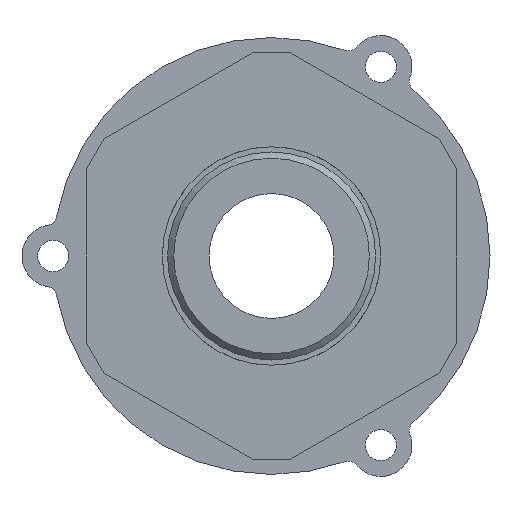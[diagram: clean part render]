
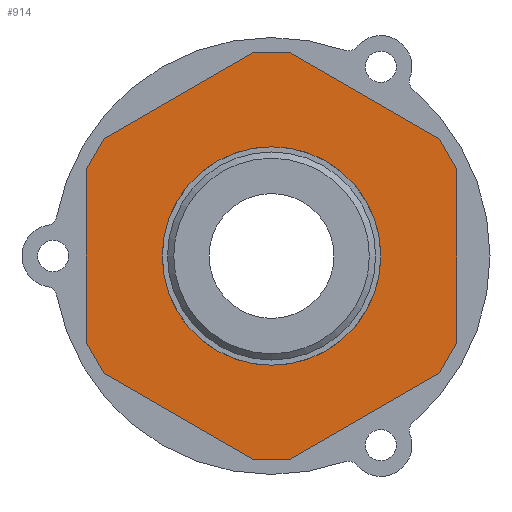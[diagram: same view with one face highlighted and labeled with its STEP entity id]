
A CAD part, left-side view. The second image highlights one B-rep face of the part: STEP entity #914.
In plain terms, the highlighted planar face has unit normal (-1, 0, 0).
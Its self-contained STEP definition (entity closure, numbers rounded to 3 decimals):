
#26=LINE('',#1434,#90);
#30=LINE('',#1442,#94);
#33=LINE('',#1448,#97);
#34=LINE('',#1450,#98);
#35=LINE('',#1452,#99);
#36=LINE('',#1454,#100);
#37=LINE('',#1456,#101);
#38=LINE('',#1458,#102);
#39=LINE('',#1460,#103);
#40=LINE('',#1462,#104);
#41=LINE('',#1464,#105);
#42=LINE('',#1465,#106);
#90=VECTOR('',#1175,3.464);
#94=VECTOR('',#1181,16.58);
#97=VECTOR('',#1186,16.58);
#98=VECTOR('',#1187,3.464);
#99=VECTOR('',#1188,16.58);
#100=VECTOR('',#1189,3.464);
#101=VECTOR('',#1190,16.58);
#102=VECTOR('',#1191,3.464);
#103=VECTOR('',#1192,16.58);
#104=VECTOR('',#1193,3.464);
#105=VECTOR('',#1194,16.58);
#106=VECTOR('',#1195,3.464);
#167=PLANE('',#1004);
#205=FACE_BOUND('',#308,.T.);
#243=FACE_OUTER_BOUND('',#307,.T.);
#307=EDGE_LOOP('',(#688,#689,#690,#691,#692,#693,#694,#695,#696,#697,#698,
#699));
#308=EDGE_LOOP('',(#700));
#393=CIRCLE('',#1005,10.5);
#445=VERTEX_POINT('',#1432);
#446=VERTEX_POINT('',#1433);
#449=VERTEX_POINT('',#1441);
#451=VERTEX_POINT('',#1447);
#452=VERTEX_POINT('',#1449);
#453=VERTEX_POINT('',#1451);
#454=VERTEX_POINT('',#1453);
#455=VERTEX_POINT('',#1455);
#456=VERTEX_POINT('',#1457);
#457=VERTEX_POINT('',#1459);
#458=VERTEX_POINT('',#1461);
#459=VERTEX_POINT('',#1463);
#460=VERTEX_POINT('',#1466);
#539=EDGE_CURVE('',#445,#446,#26,.T.);
#543=EDGE_CURVE('',#449,#446,#30,.T.);
#546=EDGE_CURVE('',#445,#451,#33,.T.);
#547=EDGE_CURVE('',#452,#451,#34,.T.);
#548=EDGE_CURVE('',#452,#453,#35,.T.);
#549=EDGE_CURVE('',#454,#453,#36,.T.);
#550=EDGE_CURVE('',#454,#455,#37,.T.);
#551=EDGE_CURVE('',#456,#455,#38,.T.);
#552=EDGE_CURVE('',#456,#457,#39,.T.);
#553=EDGE_CURVE('',#458,#457,#40,.T.);
#554=EDGE_CURVE('',#458,#459,#41,.T.);
#555=EDGE_CURVE('',#449,#459,#42,.T.);
#556=EDGE_CURVE('',#460,#460,#393,.T.);
#688=ORIENTED_EDGE('',*,*,#539,.F.);
#689=ORIENTED_EDGE('',*,*,#546,.T.);
#690=ORIENTED_EDGE('',*,*,#547,.F.);
#691=ORIENTED_EDGE('',*,*,#548,.T.);
#692=ORIENTED_EDGE('',*,*,#549,.F.);
#693=ORIENTED_EDGE('',*,*,#550,.T.);
#694=ORIENTED_EDGE('',*,*,#551,.F.);
#695=ORIENTED_EDGE('',*,*,#552,.T.);
#696=ORIENTED_EDGE('',*,*,#553,.F.);
#697=ORIENTED_EDGE('',*,*,#554,.T.);
#698=ORIENTED_EDGE('',*,*,#555,.F.);
#699=ORIENTED_EDGE('',*,*,#543,.T.);
#700=ORIENTED_EDGE('',*,*,#556,.T.);
#914=ADVANCED_FACE('',(#243,#205),#167,.T.);
#1004=AXIS2_PLACEMENT_3D('',#1446,#1184,#1185);
#1005=AXIS2_PLACEMENT_3D('',#1467,#1196,#1197);
#1175=DIRECTION('',(0.,-0.5,0.866));
#1181=DIRECTION('',(0.,0.866,-0.5));
#1184=DIRECTION('center_axis',(-1.,0.,0.));
#1185=DIRECTION('ref_axis',(0.,0.,1.));
#1186=DIRECTION('',(0.,0.,-1.));
#1187=DIRECTION('',(0.,0.5,0.866));
#1188=DIRECTION('',(0.,-0.866,-0.5));
#1189=DIRECTION('',(0.,1.,0.));
#1190=DIRECTION('',(0.,-0.866,0.5));
#1191=DIRECTION('',(0.,0.5,-0.866));
#1192=DIRECTION('',(0.,0.,1.));
#1193=DIRECTION('',(0.,-0.5,-0.866));
#1194=DIRECTION('',(0.,0.866,0.5));
#1195=DIRECTION('',(0.,-1.,0.));
#1196=DIRECTION('center_axis',(1.,0.,0.));
#1197=DIRECTION('ref_axis',(0.,0.,-1.));
#1432=CARTESIAN_POINT('',(-21.375,17.823,8.29));
#1433=CARTESIAN_POINT('',(-21.375,16.091,11.29));
#1434=CARTESIAN_POINT('',(-21.375,19.529,5.334));
#1441=CARTESIAN_POINT('',(-21.375,1.732,19.58));
#1442=CARTESIAN_POINT('',(-21.375,21.085,8.407));
#1446=CARTESIAN_POINT('Origin',(-21.375,20.58,0.));
#1447=CARTESIAN_POINT('',(-21.375,17.823,-8.29));
#1448=CARTESIAN_POINT('',(-21.375,17.823,-5.145));
#1449=CARTESIAN_POINT('',(-21.375,16.091,-11.29));
#1450=CARTESIAN_POINT('',(-21.375,19.529,-5.334));
#1451=CARTESIAN_POINT('',(-21.375,1.732,-19.58));
#1452=CARTESIAN_POINT('',(-21.375,12.173,-13.552));
#1453=CARTESIAN_POINT('',(-21.375,-1.732,-19.58));
#1454=CARTESIAN_POINT('',(-21.375,10.29,-19.58));
#1455=CARTESIAN_POINT('',(-21.375,-16.091,-11.29));
#1456=CARTESIAN_POINT('',(-21.375,-5.65,-17.318));
#1457=CARTESIAN_POINT('',(-21.375,-17.823,-8.29));
#1458=CARTESIAN_POINT('',(-21.375,-14.384,-14.246));
#1459=CARTESIAN_POINT('',(-21.375,-17.823,8.29));
#1460=CARTESIAN_POINT('',(-21.375,-17.823,5.145));
#1461=CARTESIAN_POINT('',(-21.375,-16.091,11.29));
#1462=CARTESIAN_POINT('',(-21.375,-14.384,14.246));
#1463=CARTESIAN_POINT('',(-21.375,-1.732,19.58));
#1464=CARTESIAN_POINT('',(-21.375,3.262,22.463));
#1465=CARTESIAN_POINT('',(-21.375,10.29,19.58));
#1466=CARTESIAN_POINT('',(-21.375,10.5,0.));
#1467=CARTESIAN_POINT('Origin',(-21.375,0.,0.));
